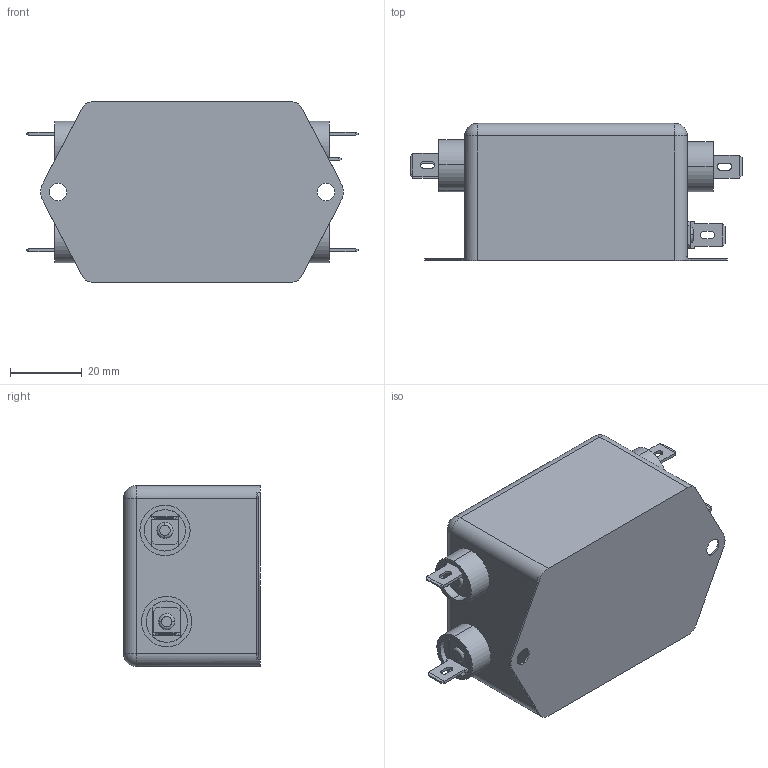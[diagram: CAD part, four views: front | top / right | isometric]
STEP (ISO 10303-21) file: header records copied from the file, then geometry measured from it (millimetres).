
FILE_DESCRIPTION (( 'STEP AP203' ), '1' );
FILE_NAME ('06DVCG5.STEP', '2014-06-04T07:20:30', ( '' ), ( '' ), 'SwSTEP 2.0', 'SolidWorks 2011', '' );
FILE_SCHEMA (( 'CONFIG_CONTROL_DESIGN' ));
Length unit declared in the file: millimetre
Products named in the file (5): 06DVCG5; 250 TERMINAL ASS''''Y_Default; 3350190000; 3240070200_4; 3320242100
Assembly tree (8 placements, depth 3):
  06DVCG5
    250 TERMINAL ASS''''Y_Default  x4
      3240070200_4
      3350190000
    3350190000
    3320242100
Bounding box: 92.4 x 38.1 x 50.3 mm (x, y, z)
Volume: 121682.8 mm3; surface area: 20052 mm2
Topology: 10 solids, 10 shells, 268 faces, 663 edges, 424 vertices
Faces by surface type: plane 165, cylinder 85, torus 14, sphere 4
Entity records: 3726 total; most frequent: DIRECTION 583, CARTESIAN_POINT 555, ORIENTED_EDGE 498, EDGE_CURVE 249, AXIS2_PLACEMENT_3D 224, VERTEX_POINT 156, VECTOR 135, LINE 135
